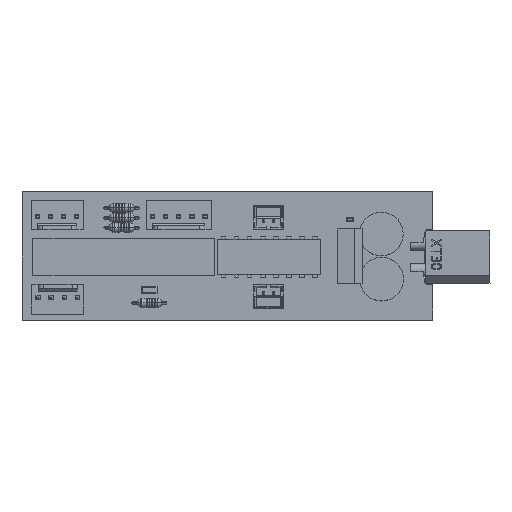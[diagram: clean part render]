
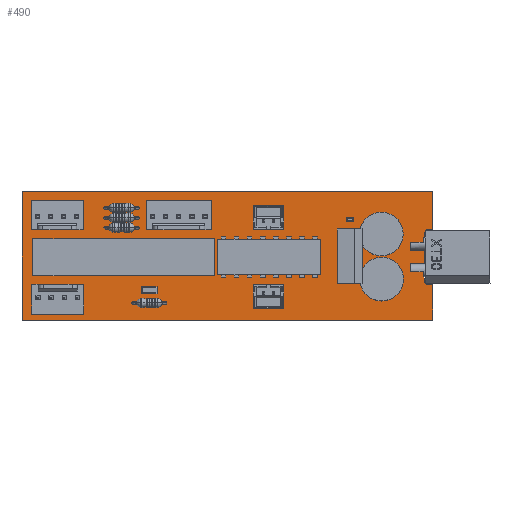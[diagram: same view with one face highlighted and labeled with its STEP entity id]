
A CAD part, top view. The second image highlights one B-rep face of the part: STEP entity #490.
In plain terms, the highlighted planar face has unit normal (0, 0, 1).
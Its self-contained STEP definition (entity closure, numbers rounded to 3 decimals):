
#169 = VERTEX_POINT('',#170);
#170 = CARTESIAN_POINT('',(0.,0.,0.411));
#176 = EDGE_CURVE('',#169,#177,#179,.T.);
#177 = VERTEX_POINT('',#178);
#178 = CARTESIAN_POINT('',(80.,0.,0.411));
#179 = LINE('',#180,#181);
#180 = CARTESIAN_POINT('',(0.,0.,0.411));
#181 = VECTOR('',#182,1.);
#182 = DIRECTION('',(1.,0.,0.));
#207 = EDGE_CURVE('',#177,#208,#210,.T.);
#208 = VERTEX_POINT('',#209);
#209 = CARTESIAN_POINT('',(80.,6.954,0.411));
#210 = LINE('',#211,#212);
#211 = CARTESIAN_POINT('',(80.,0.,0.411));
#212 = VECTOR('',#213,1.);
#213 = DIRECTION('',(0.,1.,0.));
#240 = VERTEX_POINT('',#241);
#241 = CARTESIAN_POINT('',(78.775,6.954,0.411));
#247 = EDGE_CURVE('',#240,#208,#248,.T.);
#248 = LINE('',#249,#250);
#249 = CARTESIAN_POINT('',(78.775,6.954,0.411));
#250 = VECTOR('',#251,1.);
#251 = DIRECTION('',(1.,0.,0.));
#271 = VERTEX_POINT('',#272);
#272 = CARTESIAN_POINT('',(78.3,7.429,0.411));
#278 = EDGE_CURVE('',#271,#240,#279,.T.);
#279 = LINE('',#280,#281);
#280 = CARTESIAN_POINT('',(78.3,7.429,0.411));
#281 = VECTOR('',#282,1.);
#282 = DIRECTION('',(0.707,-0.707,0.));
#302 = VERTEX_POINT('',#303);
#303 = CARTESIAN_POINT('',(78.3,17.079,0.411));
#309 = EDGE_CURVE('',#302,#271,#310,.T.);
#310 = LINE('',#311,#312);
#311 = CARTESIAN_POINT('',(78.3,17.079,0.411));
#312 = VECTOR('',#313,1.);
#313 = DIRECTION('',(0.,-1.,0.));
#333 = VERTEX_POINT('',#334);
#334 = CARTESIAN_POINT('',(78.8,17.579,0.411));
#340 = EDGE_CURVE('',#333,#302,#341,.T.);
#341 = LINE('',#342,#343);
#342 = CARTESIAN_POINT('',(78.8,17.579,0.411));
#343 = VECTOR('',#344,1.);
#344 = DIRECTION('',(-0.707,-0.707,0.));
#364 = VERTEX_POINT('',#365);
#365 = CARTESIAN_POINT('',(80.,17.579,0.411));
#371 = EDGE_CURVE('',#364,#333,#372,.T.);
#372 = LINE('',#373,#374);
#373 = CARTESIAN_POINT('',(91.175,17.579,0.411));
#374 = VECTOR('',#375,1.);
#375 = DIRECTION('',(-1.,0.,0.));
#393 = EDGE_CURVE('',#364,#394,#396,.T.);
#394 = VERTEX_POINT('',#395);
#395 = CARTESIAN_POINT('',(80.,25.,0.411));
#396 = LINE('',#397,#398);
#397 = CARTESIAN_POINT('',(80.,0.,0.411));
#398 = VECTOR('',#399,1.);
#399 = DIRECTION('',(0.,1.,0.));
#424 = EDGE_CURVE('',#394,#425,#427,.T.);
#425 = VERTEX_POINT('',#426);
#426 = CARTESIAN_POINT('',(0.,25.,0.411));
#427 = LINE('',#428,#429);
#428 = CARTESIAN_POINT('',(80.,25.,0.411));
#429 = VECTOR('',#430,1.);
#430 = DIRECTION('',(-1.,0.,0.));
#455 = EDGE_CURVE('',#425,#169,#456,.T.);
#456 = LINE('',#457,#458);
#457 = CARTESIAN_POINT('',(0.,25.,0.411));
#458 = VECTOR('',#459,1.);
#459 = DIRECTION('',(0.,-1.,0.));
#490 = ADVANCED_FACE('',(#491),#503,.F.);
#491 = FACE_BOUND('',#492,.F.);
#492 = EDGE_LOOP('',(#493,#494,#495,#496,#497,#498,#499,#500,#501,#502)
  );
#493 = ORIENTED_EDGE('',*,*,#176,.F.);
#494 = ORIENTED_EDGE('',*,*,#455,.F.);
#495 = ORIENTED_EDGE('',*,*,#424,.F.);
#496 = ORIENTED_EDGE('',*,*,#393,.F.);
#497 = ORIENTED_EDGE('',*,*,#371,.T.);
#498 = ORIENTED_EDGE('',*,*,#340,.T.);
#499 = ORIENTED_EDGE('',*,*,#309,.T.);
#500 = ORIENTED_EDGE('',*,*,#278,.T.);
#501 = ORIENTED_EDGE('',*,*,#247,.T.);
#502 = ORIENTED_EDGE('',*,*,#207,.F.);
#503 = PLANE('',#504);
#504 = AXIS2_PLACEMENT_3D('',#505,#506,#507);
#505 = CARTESIAN_POINT('',(0.,0.,0.411));
#506 = DIRECTION('',(0.,0.,-1.));
#507 = DIRECTION('',(-1.,0.,0.));
